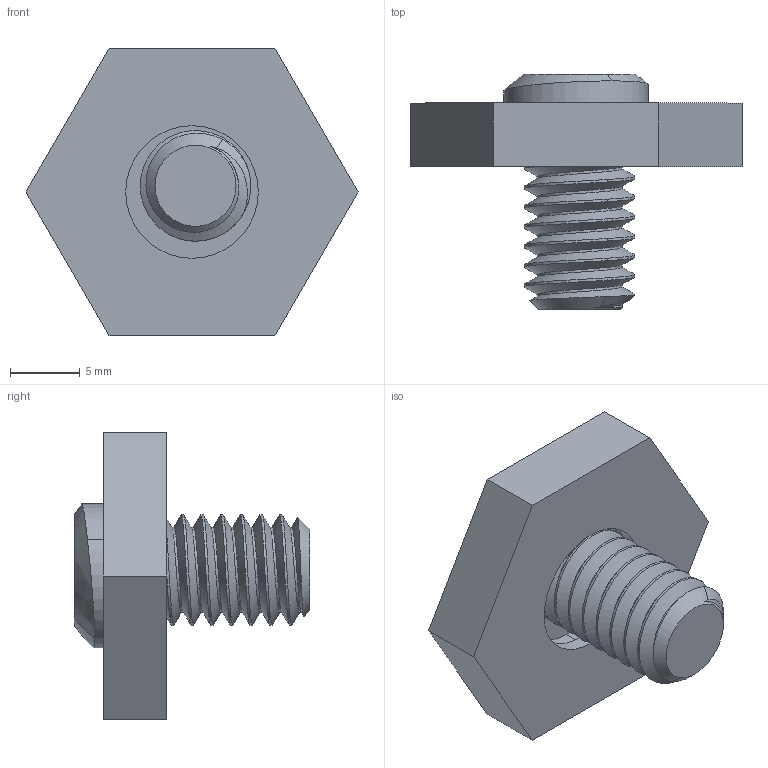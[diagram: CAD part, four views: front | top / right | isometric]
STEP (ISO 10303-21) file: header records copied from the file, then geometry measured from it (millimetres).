
FILE_DESCRIPTION (( 'STEP AP214' ), '1' );
FILE_NAME ('10201.STEP', '2022-08-05T15:50:44', ( '' ), ( '' ), 'SwSTEP 2.0', 'SolidWorks 2021', '' );
FILE_SCHEMA (( 'AUTOMOTIVE_DESIGN' ));
Length unit declared in the file: inch
Products named in the file (3): 10584_10584; 10367_10367; 10201
Assembly tree (2 placements, depth 2):
  10201
    10584_10584
    10367_10367
Bounding box: 23.83 x 16.92 x 20.64 mm (x, y, z)
Volume: 2073.6 mm3; surface area: 1863.6 mm2
Topology: 2 solids, 2 shells, 59 faces, 142 edges, 90 vertices
Faces by surface type: cylinder 23, plane 19, cone 12, bspline 3, sphere 2
Entity records: 3463 total; most frequent: CARTESIAN_POINT 2102, ORIENTED_EDGE 284, DIRECTION 234, EDGE_CURVE 142, VERTEX_POINT 90, AXIS2_PLACEMENT_3D 88, EDGE_LOOP 64, FACE_OUTER_BOUND 59
